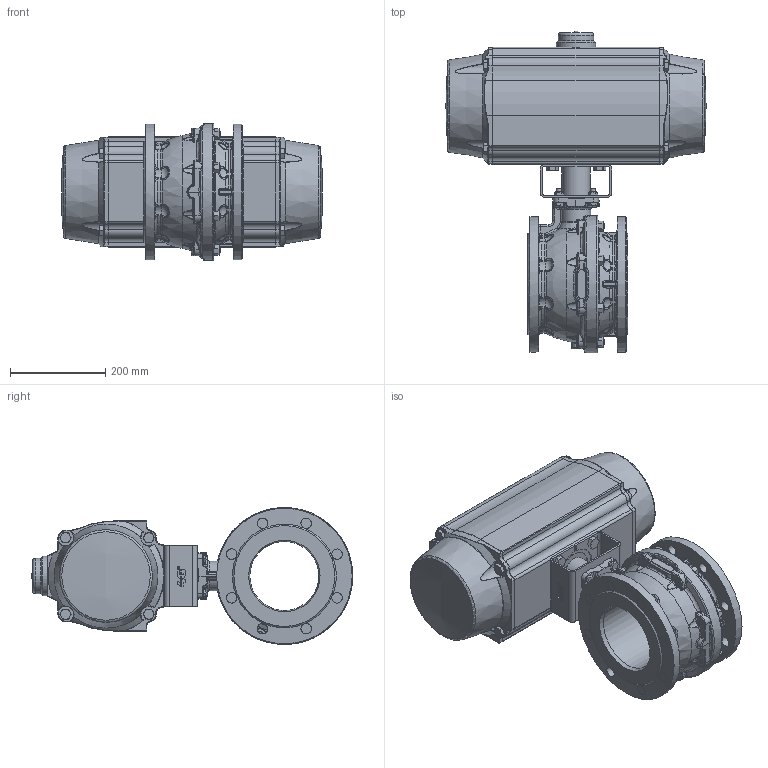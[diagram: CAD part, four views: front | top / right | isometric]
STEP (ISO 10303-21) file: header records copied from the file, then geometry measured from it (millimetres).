
FILE_DESCRIPTION(/* description */ ('Unknown','CAx-IF Rec.Pracs.---Representation and Presentation of Product Manufacturing Information (PMI)---4.0---2014-10-13','CAx-IF Rec.Pracs.---3D Tessellated Geometry---0.4---2014-09-14','2;1'),/* implementation_level */ '2;1');
FILE_NAME(/* name */ 'FR08 0919-14',/* time_stamp */ '2023-09-06T13:13:02+02:00',/* author */ ('Unknown'),/* organization */ ('Unknown'),/* preprocessor_version */ 'ST-DEVELOPER v18.102',/* originating_system */ 'Solid Edge',/* authorisation */ 'Unknown');
FILE_SCHEMA (('AP242_MANAGED_MODEL_BASED_3D_ENGINEERING_MIM_LF { 1 0 10303 442 1 1 4 }'));
Length unit declared in the file: millimetre
Products named in the file (12): FR08 0919-14; 4.170.150; M10x30; WUERTH 032210 15 hexagonal nut DIN 934  M10 A2 BLK_EDST; Spindeladapter SW36_Tasche SW22x22x26_Aufbau 70; 49899021_Brücke F14-F10 Höhe 70; DW09_FR08_(DW1277_FR936); KP-200; hexagon head bolts--product grade c gb_GB_FASTENER_BOLT_HHBC M14X60-N; cup head nib bolts with large head gb_GB_FASTENER_BOLT_CHNBW M6X25-N; __________; M16x30
Assembly tree (27 placements, depth 3):
  FR08 0919-14
    4.170.150
    M10x30  x4
    WUERTH 032210 15 hexagonal nut DIN 934  M10 A2 BLK_EDST  x4
    Spindeladapter SW36_Tasche SW22x22x26_Aufbau 70
    49899021_Brücke F14-F10 Höhe 70
    DW09_FR08_(DW1277_FR936)
      KP-200
      hexagon head bolts--product grade c gb_GB_FASTENER_BOLT_HHBC M14X60-N  x8
      cup head nib bolts with large head gb_GB_FASTENER_BOLT_CHNBW M6X25-N
      __________
    M16x30  x4
Bounding box: 547.1 x 676.4 x 288 mm (x, y, z)
Volume: 31351088.6 mm3; surface area: 1250567.4 mm2
Topology: 26 solids, 34 shells, 2488 faces, 6063 edges, 3612 vertices
Faces by surface type: plane 705, bspline 697, cylinder 520, cone 354, torus 193, sphere 19
Full cylindrical faces by diameter (mm): 4.2 x12, 4.66 x1, 5 x1, 6 x5, 6.2 x1, 8.376 x4, 10 x4, 10.2 x4, 11 x8, 11.8 x2, 12 x16, 13 x8, 14 x12, 16 x4, 17 x4, 22 x16, 30.5 x1, 31 x1, 32 x1, 48.2 x1, 51.8 x1, 56 x1, 56.5 x1, 58.7 x1, 60 x1, 69 x1, 70 x1, 74 x1, 75 x1, 78 x1
Entity records: 99684 total; most frequent: CARTESIAN_POINT 54190, ORIENTED_EDGE 10056, DIRECTION 8103, EDGE_CURVE 5028, AXIS2_PLACEMENT_3D 3389, VERTEX_POINT 3118, FACE_BOUND 2536, EDGE_LOOP 2509
